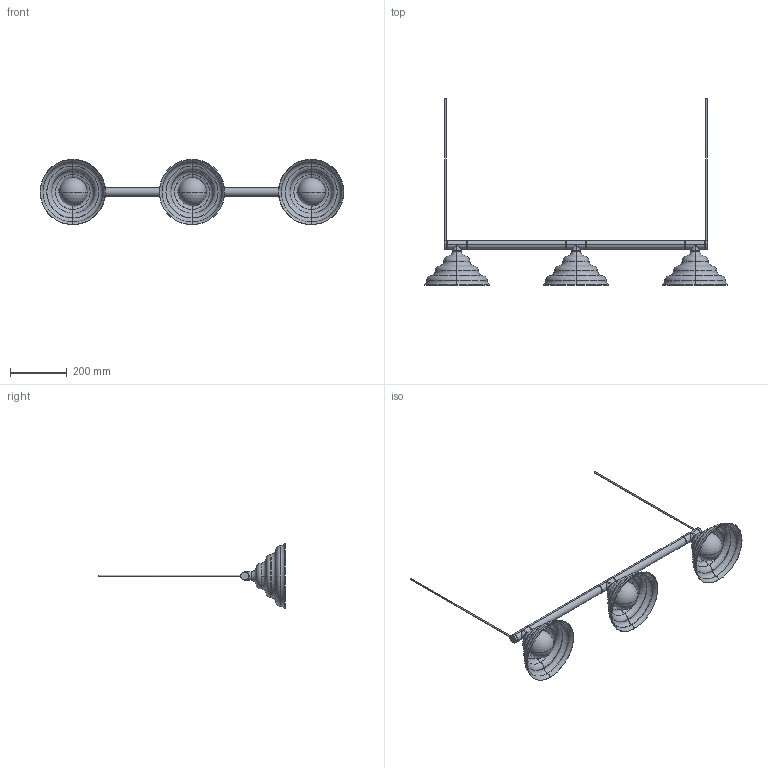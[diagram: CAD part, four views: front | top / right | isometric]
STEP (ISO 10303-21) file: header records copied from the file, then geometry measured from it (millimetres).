
FILE_DESCRIPTION (( 'STEP AP203' ), '1' );
FILE_NAME ('2024 01 15 FALA klosz M - wisz¹ca 1.STEP', '2024-03-05T15:00:39', ( '' ), ( '' ), 'SwSTEP 2.0', 'SolidWorks 2019', '' );
FILE_SCHEMA (( 'CONFIG_CONTROL_DESIGN' ));
Length unit declared in the file: millimetre
Products named in the file (1): 2024 01 15 FALA klosz M  - wisz¹ca 1
Bounding box: 1070.48 x 657.91 x 230.48 mm (x, y, z)
Volume: 2584622.6 mm3; surface area: 639267.9 mm2
Topology: 16 solids, 16 shells, 188 faces, 369 edges, 209 vertices
Faces by surface type: torus 124, cylinder 27, plane 25, cone 6, sphere 6
Entity records: 4927 total; most frequent: DIRECTION 1036, CARTESIAN_POINT 881, ORIENTED_EDGE 708, AXIS2_PLACEMENT_3D 503, EDGE_CURVE 354, CIRCLE 314, VERTEX_POINT 200, EDGE_LOOP 190
